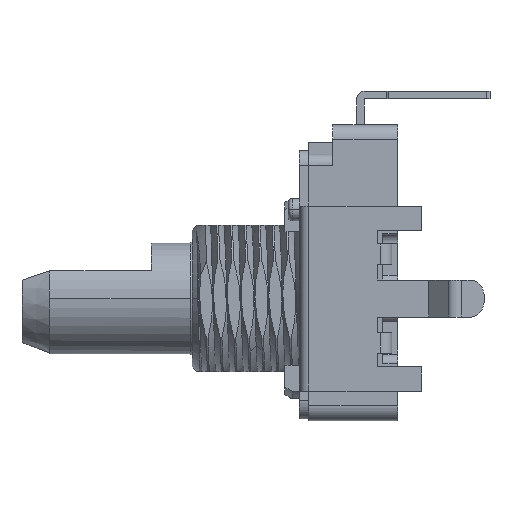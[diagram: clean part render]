
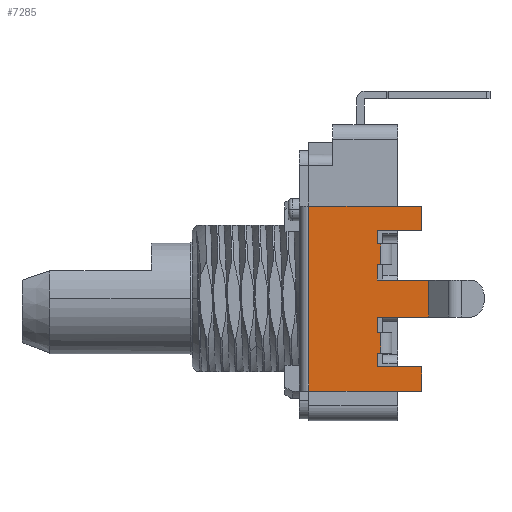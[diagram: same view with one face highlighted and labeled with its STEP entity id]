
A CAD part, left-side view. The second image highlights one B-rep face of the part: STEP entity #7285.
In plain terms, the highlighted planar face has unit normal (-1, 0, 0).
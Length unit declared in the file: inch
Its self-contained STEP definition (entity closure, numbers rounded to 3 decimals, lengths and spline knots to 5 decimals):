
#318=DIRECTION('',(0.,-1.,0.));
#319=VECTOR('',#318,0.2);
#320=CARTESIAN_POINT('',(-6.,1.1,-1.85));
#321=LINE('',#320,#319);
#506=DIRECTION('',(0.,-1.,0.));
#507=VECTOR('',#506,0.2);
#508=CARTESIAN_POINT('',(-6.,1.1,1.85));
#509=LINE('',#508,#507);
#536=DIRECTION('',(0.,-1.,0.));
#537=VECTOR('',#536,0.2);
#538=CARTESIAN_POINT('',(-6.,1.1,2.95));
#539=LINE('',#538,#537);
#556=DIRECTION('',(0.,0.,1.));
#557=VECTOR('',#556,1.1);
#558=CARTESIAN_POINT('',(-6.,0.9,1.85));
#559=LINE('',#558,#557);
#560=DIRECTION('',(0.,0.,-1.));
#561=VECTOR('',#560,0.85);
#562=CARTESIAN_POINT('',(-6.,1.1,-1.));
#563=LINE('',#562,#561);
#564=DIRECTION('',(0.,0.,-1.));
#565=VECTOR('',#564,0.75);
#566=CARTESIAN_POINT('',(-6.,1.1,-2.95));
#567=LINE('',#566,#565);
#568=DIRECTION('',(0.,1.,0.));
#569=VECTOR('',#568,2.4);
#570=CARTESIAN_POINT('',(-6.,-1.3,-3.7));
#571=LINE('',#570,#569);
#572=DIRECTION('',(0.,0.,1.));
#573=VECTOR('',#572,10.);
#574=CARTESIAN_POINT('',(-6.,4.8,-5.));
#575=LINE('',#574,#573);
#576=DIRECTION('',(0.,1.,0.));
#577=VECTOR('',#576,2.4);
#578=CARTESIAN_POINT('',(-6.,-1.3,3.7));
#579=LINE('',#578,#577);
#580=DIRECTION('',(0.,0.,-1.));
#581=VECTOR('',#580,0.75);
#582=CARTESIAN_POINT('',(-6.,1.1,3.7));
#583=LINE('',#582,#581);
#584=DIRECTION('',(0.,0.,-1.));
#585=VECTOR('',#584,0.85);
#586=CARTESIAN_POINT('',(-6.,1.1,1.85));
#587=LINE('',#586,#585);
#588=DIRECTION('',(0.,-1.,0.));
#589=VECTOR('',#588,2.79289);
#590=CARTESIAN_POINT('',(-6.,1.1,1.));
#591=LINE('',#590,#589);
#592=DIRECTION('',(0.,1.,0.));
#593=VECTOR('',#592,2.79289);
#594=CARTESIAN_POINT('',(-6.,-1.69289,-1.));
#595=LINE('',#594,#593);
#690=DIRECTION('',(0.,0.,1.));
#691=VECTOR('',#690,2.);
#692=CARTESIAN_POINT('',(-6.,-1.69289,-1.));
#693=LINE('',#692,#691);
#766=DIRECTION('',(0.,-1.,0.));
#767=VECTOR('',#766,0.2);
#768=CARTESIAN_POINT('',(-6.,1.1,-2.95));
#769=LINE('',#768,#767);
#783=DIRECTION('',(0.,0.,-1.));
#784=VECTOR('',#783,1.1);
#785=CARTESIAN_POINT('',(-6.,0.9,-1.85));
#786=LINE('',#785,#784);
#807=DIRECTION('',(0.,0.,1.));
#808=VECTOR('',#807,1.3);
#809=CARTESIAN_POINT('',(-6.,-1.3,3.7));
#810=LINE('',#809,#808);
#815=DIRECTION('',(0.,0.,1.));
#816=VECTOR('',#815,1.3);
#817=CARTESIAN_POINT('',(-6.,-1.3,-5.));
#818=LINE('',#817,#816);
#831=DIRECTION('',(0.,-1.,0.));
#832=VECTOR('',#831,6.1);
#833=CARTESIAN_POINT('',(-6.,4.8,5.));
#834=LINE('',#833,#832);
#1737=DIRECTION('',(0.,-1.,0.));
#1738=VECTOR('',#1737,6.1);
#1739=CARTESIAN_POINT('',(-6.,4.8,-5.));
#1740=LINE('',#1739,#1738);
#5970=CARTESIAN_POINT('',(-6.,4.8,-5.));
#5972=VERTEX_POINT('',#5970);
#5973=CARTESIAN_POINT('',(-6.,-1.3,-5.));
#5974=VERTEX_POINT('',#5973);
#5980=CARTESIAN_POINT('',(-6.,4.8,5.));
#5982=VERTEX_POINT('',#5980);
#5983=CARTESIAN_POINT('',(-6.,-1.3,5.));
#5984=VERTEX_POINT('',#5983);
#6001=CARTESIAN_POINT('',(-6.,-1.3,3.7));
#6002=CARTESIAN_POINT('',(-6.,1.1,3.7));
#6003=VERTEX_POINT('',#6001);
#6004=VERTEX_POINT('',#6002);
#6005=CARTESIAN_POINT('',(-6.,-1.3,-3.7));
#6006=CARTESIAN_POINT('',(-6.,1.1,-3.7));
#6007=VERTEX_POINT('',#6005);
#6008=VERTEX_POINT('',#6006);
#6017=CARTESIAN_POINT('',(-6.,1.1,1.));
#6019=VERTEX_POINT('',#6017);
#6021=CARTESIAN_POINT('',(-6.,1.1,-1.));
#6023=VERTEX_POINT('',#6021);
#6025=CARTESIAN_POINT('',(-6.,-1.69289,-1.));
#6027=VERTEX_POINT('',#6025);
#6031=CARTESIAN_POINT('',(-6.,-1.69289,1.));
#6033=VERTEX_POINT('',#6031);
#6045=CARTESIAN_POINT('',(-6.,0.9,1.85));
#6047=VERTEX_POINT('',#6045);
#6051=CARTESIAN_POINT('',(-6.,0.9,2.95));
#6053=VERTEX_POINT('',#6051);
#6070=CARTESIAN_POINT('',(-6.,1.1,1.85));
#6072=VERTEX_POINT('',#6070);
#6074=CARTESIAN_POINT('',(-6.,1.1,2.95));
#6076=VERTEX_POINT('',#6074);
#6077=CARTESIAN_POINT('',(-6.,0.9,-1.85));
#6079=VERTEX_POINT('',#6077);
#6083=CARTESIAN_POINT('',(-6.,0.9,-2.95));
#6085=VERTEX_POINT('',#6083);
#6102=CARTESIAN_POINT('',(-6.,1.1,-1.85));
#6104=VERTEX_POINT('',#6102);
#6106=CARTESIAN_POINT('',(-6.,1.1,-2.95));
#6108=VERTEX_POINT('',#6106);
#7242=CARTESIAN_POINT('',(-6.,4.8,-5.));
#7243=DIRECTION('',(-1.,0.,0.));
#7244=DIRECTION('',(0.,-1.,0.));
#7245=AXIS2_PLACEMENT_3D('',#7242,#7243,#7244);
#7246=PLANE('',#7245);
#7248=ORIENTED_EDGE('',*,*,#7247,.T.);
#7249=ORIENTED_EDGE('',*,*,#7016,.T.);
#7251=ORIENTED_EDGE('',*,*,#7250,.T.);
#7253=ORIENTED_EDGE('',*,*,#7252,.F.);
#7255=ORIENTED_EDGE('',*,*,#7254,.T.);
#7257=ORIENTED_EDGE('',*,*,#7256,.F.);
#7259=ORIENTED_EDGE('',*,*,#7258,.F.);
#7261=ORIENTED_EDGE('',*,*,#7260,.F.);
#7263=ORIENTED_EDGE('',*,*,#7262,.T.);
#7265=ORIENTED_EDGE('',*,*,#7264,.T.);
#7267=ORIENTED_EDGE('',*,*,#7266,.F.);
#7269=ORIENTED_EDGE('',*,*,#7268,.T.);
#7271=ORIENTED_EDGE('',*,*,#7270,.T.);
#7272=ORIENTED_EDGE('',*,*,#7193,.T.);
#7273=ORIENTED_EDGE('',*,*,#7235,.F.);
#7274=ORIENTED_EDGE('',*,*,#7156,.F.);
#7276=ORIENTED_EDGE('',*,*,#7275,.T.);
#7278=ORIENTED_EDGE('',*,*,#7277,.T.);
#7280=ORIENTED_EDGE('',*,*,#7279,.F.);
#7282=ORIENTED_EDGE('',*,*,#7281,.T.);
#7283=EDGE_LOOP('',(#7248,#7249,#7251,#7253,#7255,#7257,#7259,#7261,#7263,#7265,
#7267,#7269,#7271,#7272,#7273,#7274,#7276,#7278,#7280,#7282));
#7284=FACE_OUTER_BOUND('',#7283,.F.);
#7285=ADVANCED_FACE('',(#7284),#7246,.T.);
#7016=EDGE_CURVE('',#6104,#6079,#321,.T.);
#7156=EDGE_CURVE('',#6072,#6047,#509,.T.);
#7193=EDGE_CURVE('',#6076,#6053,#539,.T.);
#7235=EDGE_CURVE('',#6047,#6053,#559,.T.);
#7247=EDGE_CURVE('',#6023,#6104,#563,.T.);
#7250=EDGE_CURVE('',#6079,#6085,#786,.T.);
#7252=EDGE_CURVE('',#6108,#6085,#769,.T.);
#7254=EDGE_CURVE('',#6108,#6008,#567,.T.);
#7256=EDGE_CURVE('',#6007,#6008,#571,.T.);
#7258=EDGE_CURVE('',#5974,#6007,#818,.T.);
#7260=EDGE_CURVE('',#5972,#5974,#1740,.T.);
#7262=EDGE_CURVE('',#5972,#5982,#575,.T.);
#7264=EDGE_CURVE('',#5982,#5984,#834,.T.);
#7266=EDGE_CURVE('',#6003,#5984,#810,.T.);
#7268=EDGE_CURVE('',#6003,#6004,#579,.T.);
#7270=EDGE_CURVE('',#6004,#6076,#583,.T.);
#7275=EDGE_CURVE('',#6072,#6019,#587,.T.);
#7277=EDGE_CURVE('',#6019,#6033,#591,.T.);
#7279=EDGE_CURVE('',#6027,#6033,#693,.T.);
#7281=EDGE_CURVE('',#6027,#6023,#595,.T.);
